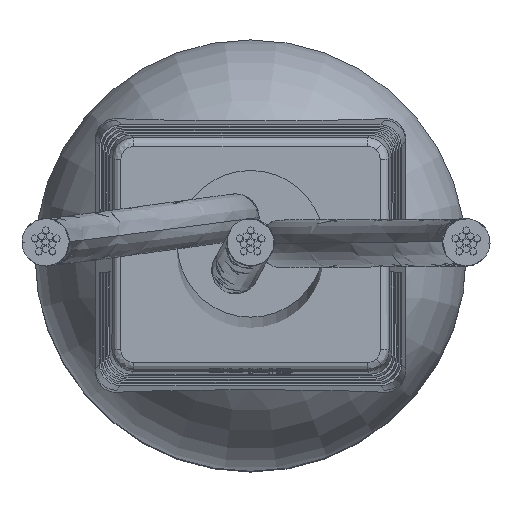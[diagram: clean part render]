
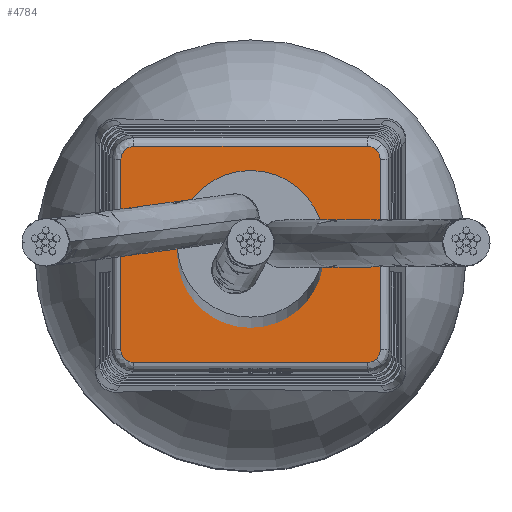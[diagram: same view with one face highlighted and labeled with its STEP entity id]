
A CAD part, top view. The second image highlights one B-rep face of the part: STEP entity #4784.
In plain terms, the highlighted face is planar.
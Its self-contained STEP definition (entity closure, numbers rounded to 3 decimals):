
#624 = ORIENTED_EDGE ( 'NONE', *, *, #4616, .T. ) ;
#1015 = EDGE_CURVE ( 'NONE', #4147, #18910, #1430, .T. ) ;
#1028 = DIRECTION ( 'NONE',  ( 0.001, 0., -1. ) ) ;
#1430 =( BOUNDED_CURVE ( )  B_SPLINE_CURVE ( 3, ( #2131, #3547, #18372, #18307 ),
 .UNSPECIFIED., .F., .F. ) 
 B_SPLINE_CURVE_WITH_KNOTS ( ( 4, 4 ),
 ( 2.4, 3.969 ),
 .UNSPECIFIED. ) 
 CURVE ( )  GEOMETRIC_REPRESENTATION_ITEM ( )  RATIONAL_B_SPLINE_CURVE ( ( 1., 0.805, 0.805, 1. ) ) 
 REPRESENTATION_ITEM ( '' )  );
#1616 = LINE ( 'NONE', #18128, #7609 ) ;
#1768 = CARTESIAN_POINT ( 'NONE',  ( -2.915, -31., 2.428 ) ) ;
#1907 = ORIENTED_EDGE ( 'NONE', *, *, #4068, .T. ) ;
#2131 = CARTESIAN_POINT ( 'NONE',  ( 2.707, -31., -2.507 ) ) ;
#2176 = VERTEX_POINT ( 'NONE', #5555 ) ;
#2270 = CARTESIAN_POINT ( 'NONE',  ( 3.6, -31., 2.7 ) ) ;
#2320 = CARTESIAN_POINT ( 'NONE',  ( -3.012, -31., 2.207 ) ) ;
#2436 = LINE ( 'NONE', #13498, #9794 ) ;
#2834 =( BOUNDED_CURVE ( )  B_SPLINE_CURVE ( 3, ( #11888, #4504, #5992, #2835 ),
 .UNSPECIFIED., .F., .T. ) 
 B_SPLINE_CURVE_WITH_KNOTS ( ( 4, 4 ),
 ( 5.541, 6.283 ),
 .UNSPECIFIED. ) 
 CURVE ( )  GEOMETRIC_REPRESENTATION_ITEM ( )  RATIONAL_B_SPLINE_CURVE ( ( 1., 0.955, 0.955, 1. ) ) 
 REPRESENTATION_ITEM ( '' )  );
#2835 = CARTESIAN_POINT ( 'NONE',  ( -2.915, -31., 2.428 ) ) ;
#3000 = CARTESIAN_POINT ( 'NONE',  ( -2.915, -31., 2.428 ) ) ;
#3044 = DIRECTION ( 'NONE',  ( 0.001, 0., 1. ) ) ;
#3326 = EDGE_CURVE ( 'NONE', #8459, #5316, #8068, .T. ) ;
#3547 = CARTESIAN_POINT ( 'NONE',  ( 2.883, -31., -2.507 ) ) ;
#4068 = EDGE_CURVE ( 'NONE', #6340, #8459, #7552, .T. ) ;
#4147 = VERTEX_POINT ( 'NONE', #17947 ) ;
#4420 = VERTEX_POINT ( 'NONE', #15715 ) ;
#4433 = CARTESIAN_POINT ( 'NONE',  ( -3.012, -31., 2.292 ) ) ;
#4504 = CARTESIAN_POINT ( 'NONE',  ( -2.789, -31., 2.507 ) ) ;
#4616 = EDGE_CURVE ( 'NONE', #19009, #4420, #10369, .T. ) ;
#4677 = LINE ( 'NONE', #17241, #6074 ) ;
#4688 = CARTESIAN_POINT ( 'NONE',  ( -2.978, -31., 2.37 ) ) ;
#4784 = ADVANCED_FACE ( 'NONE', ( #16501 ), #6656, .F. ) ;
#4816 = CARTESIAN_POINT ( 'NONE',  ( -2.707, -31., -2.507 ) ) ;
#5305 = VECTOR ( 'NONE', #1028, 1000. ) ;
#5316 = VERTEX_POINT ( 'NONE', #11029 ) ;
#5471 = EDGE_CURVE ( 'NONE', #18910, #19009, #4677, .T. ) ;
#5555 = CARTESIAN_POINT ( 'NONE',  ( -2.91, -31., -2.428 ) ) ;
#5802 = ORIENTED_EDGE ( 'NONE', *, *, #3326, .T. ) ;
#5901 = AXIS2_PLACEMENT_3D ( 'NONE', #2270, #12691, #15618 ) ;
#5916 = CARTESIAN_POINT ( 'NONE',  ( -2.713, -31., 2.507 ) ) ;
#5992 = CARTESIAN_POINT ( 'NONE',  ( -2.859, -31., 2.479 ) ) ;
#6074 = VECTOR ( 'NONE', #3044, 1000. ) ;
#6142 = CARTESIAN_POINT ( 'NONE',  ( -2.973, -31., -2.371 ) ) ;
#6168 = CARTESIAN_POINT ( 'NONE',  ( 3.012, -31., 2.207 ) ) ;
#6271 = CARTESIAN_POINT ( 'NONE',  ( -2.91, -31., -2.428 ) ) ;
#6340 = VERTEX_POINT ( 'NONE', #1768 ) ;
#6656 = PLANE ( 'NONE',  #5901 ) ;
#7552 =( BOUNDED_CURVE ( )  B_SPLINE_CURVE ( 3, ( #3000, #4688, #4433, #14922 ),
 .UNSPECIFIED., .F., .F. ) 
 B_SPLINE_CURVE_WITH_KNOTS ( ( 4, 4 ),
 ( 0., 0.828 ),
 .UNSPECIFIED. ) 
 CURVE ( )  GEOMETRIC_REPRESENTATION_ITEM ( )  RATIONAL_B_SPLINE_CURVE ( ( 1., 0.944, 0.944, 1. ) ) 
 REPRESENTATION_ITEM ( '' )  );
#7609 = VECTOR ( 'NONE', #7693, 1000. ) ;
#7693 = DIRECTION ( 'NONE',  ( 1., 0., 0. ) ) ;
#8063 = CARTESIAN_POINT ( 'NONE',  ( 2.888, -31., 2.507 ) ) ;
#8068 = LINE ( 'NONE', #18514, #5305 ) ;
#8459 = VERTEX_POINT ( 'NONE', #2320 ) ;
#9174 = CARTESIAN_POINT ( 'NONE',  ( -2.783, -31., -2.507 ) ) ;
#9272 = EDGE_CURVE ( 'NONE', #10508, #6340, #2834, .T. ) ;
#9278 = CARTESIAN_POINT ( 'NONE',  ( 2.713, -31., 2.507 ) ) ;
#9374 = EDGE_CURVE ( 'NONE', #2176, #15957, #9903, .T. ) ;
#9794 = VECTOR ( 'NONE', #10484, 1000. ) ;
#9903 =( BOUNDED_CURVE ( )  B_SPLINE_CURVE ( 3, ( #12086, #16362, #9174, #4816 ),
 .UNSPECIFIED., .F., .T. ) 
 B_SPLINE_CURVE_WITH_KNOTS ( ( 4, 4 ),
 ( 0., 0.741 ),
 .UNSPECIFIED. ) 
 CURVE ( )  GEOMETRIC_REPRESENTATION_ITEM ( )  RATIONAL_B_SPLINE_CURVE ( ( 1., 0.955, 0.955, 1. ) ) 
 REPRESENTATION_ITEM ( '' )  );
#10103 = ORIENTED_EDGE ( 'NONE', *, *, #9272, .T. ) ;
#10369 =( BOUNDED_CURVE ( )  B_SPLINE_CURVE ( 3, ( #18051, #16583, #8063, #9278 ),
 .UNSPECIFIED., .F., .F. ) 
 B_SPLINE_CURVE_WITH_KNOTS ( ( 4, 4 ),
 ( 2.313, 3.884 ),
 .UNSPECIFIED. ) 
 CURVE ( )  GEOMETRIC_REPRESENTATION_ITEM ( )  RATIONAL_B_SPLINE_CURVE ( ( 1., 0.805, 0.805, 1. ) ) 
 REPRESENTATION_ITEM ( '' )  );
#10484 = DIRECTION ( 'NONE',  ( -1., 0., 0. ) ) ;
#10508 = VERTEX_POINT ( 'NONE', #5916 ) ;
#10609 = CARTESIAN_POINT ( 'NONE',  ( -3.007, -31., -2.208 ) ) ;
#10751 = ORIENTED_EDGE ( 'NONE', *, *, #10988, .T. ) ;
#10882 = ORIENTED_EDGE ( 'NONE', *, *, #9374, .T. ) ;
#10988 = EDGE_CURVE ( 'NONE', #5316, #2176, #18487, .T. ) ;
#11029 = CARTESIAN_POINT ( 'NONE',  ( -3.007, -31., -2.208 ) ) ;
#11064 = EDGE_CURVE ( 'NONE', #4420, #10508, #2436, .T. ) ;
#11377 = EDGE_LOOP ( 'NONE', ( #5802, #10751, #10882, #17376, #13527, #18993, #624, #14805, #10103, #1907 ) ) ;
#11888 = CARTESIAN_POINT ( 'NONE',  ( -2.713, -31., 2.507 ) ) ;
#12086 = CARTESIAN_POINT ( 'NONE',  ( -2.91, -31., -2.428 ) ) ;
#12691 = DIRECTION ( 'NONE',  ( 0., 1., 0. ) ) ;
#13277 = CARTESIAN_POINT ( 'NONE',  ( 3.007, -31., -2.208 ) ) ;
#13498 = CARTESIAN_POINT ( 'NONE',  ( 3.6, -31., 2.507 ) ) ;
#13527 = ORIENTED_EDGE ( 'NONE', *, *, #1015, .T. ) ;
#14805 = ORIENTED_EDGE ( 'NONE', *, *, #11064, .T. ) ;
#14922 = CARTESIAN_POINT ( 'NONE',  ( -3.012, -31., 2.207 ) ) ;
#15021 = CARTESIAN_POINT ( 'NONE',  ( -3.007, -31., -2.293 ) ) ;
#15618 = DIRECTION ( 'NONE',  ( 0., 0., 1. ) ) ;
#15715 = CARTESIAN_POINT ( 'NONE',  ( 2.713, -31., 2.507 ) ) ;
#15776 = CARTESIAN_POINT ( 'NONE',  ( -2.707, -31., -2.507 ) ) ;
#15957 = VERTEX_POINT ( 'NONE', #15776 ) ;
#16362 = CARTESIAN_POINT ( 'NONE',  ( -2.854, -31., -2.48 ) ) ;
#16501 = FACE_OUTER_BOUND ( 'NONE', #11377, .T. ) ;
#16583 = CARTESIAN_POINT ( 'NONE',  ( 3.013, -31., 2.383 ) ) ;
#17241 = CARTESIAN_POINT ( 'NONE',  ( 3.013, -31., 2.701 ) ) ;
#17376 = ORIENTED_EDGE ( 'NONE', *, *, #18998, .T. ) ;
#17947 = CARTESIAN_POINT ( 'NONE',  ( 2.707, -31., -2.507 ) ) ;
#18051 = CARTESIAN_POINT ( 'NONE',  ( 3.012, -31., 2.207 ) ) ;
#18128 = CARTESIAN_POINT ( 'NONE',  ( 3.6, -31., -2.507 ) ) ;
#18307 = CARTESIAN_POINT ( 'NONE',  ( 3.007, -31., -2.208 ) ) ;
#18372 = CARTESIAN_POINT ( 'NONE',  ( 3.007, -31., -2.383 ) ) ;
#18487 =( BOUNDED_CURVE ( )  B_SPLINE_CURVE ( 3, ( #10609, #15021, #6142, #6271 ),
 .UNSPECIFIED., .F., .T. ) 
 B_SPLINE_CURVE_WITH_KNOTS ( ( 4, 4 ),
 ( 5.456, 6.283 ),
 .UNSPECIFIED. ) 
 CURVE ( )  GEOMETRIC_REPRESENTATION_ITEM ( )  RATIONAL_B_SPLINE_CURVE ( ( 1., 0.944, 0.944, 1. ) ) 
 REPRESENTATION_ITEM ( '' )  );
#18514 = CARTESIAN_POINT ( 'NONE',  ( -3.013, -31., 2.692 ) ) ;
#18910 = VERTEX_POINT ( 'NONE', #13277 ) ;
#18993 = ORIENTED_EDGE ( 'NONE', *, *, #5471, .T. ) ;
#18998 = EDGE_CURVE ( 'NONE', #15957, #4147, #1616, .T. ) ;
#19009 = VERTEX_POINT ( 'NONE', #6168 ) ;
